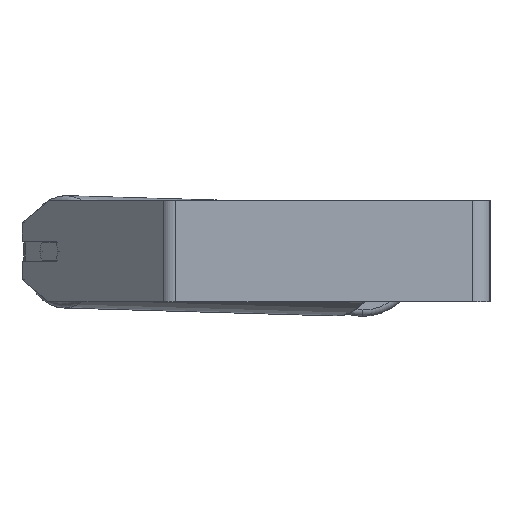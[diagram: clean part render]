
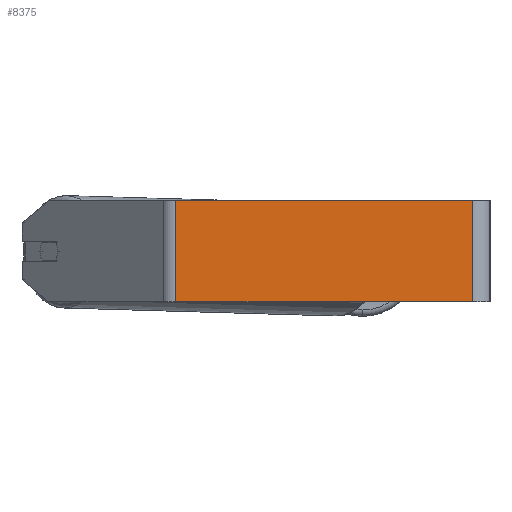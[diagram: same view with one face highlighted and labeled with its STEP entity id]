
A CAD part, left-side view. The second image highlights one B-rep face of the part: STEP entity #8375.
In plain terms, the highlighted planar face has unit normal (-1, 0, 0).
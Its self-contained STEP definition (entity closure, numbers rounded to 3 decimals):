
#751 = CARTESIAN_POINT ( 'NONE',  ( -525., 248.605, -40. ) ) ;
#1011 = AXIS2_PLACEMENT_3D ( 'NONE', #2361, #1700, #8532 ) ;
#1088 = FACE_OUTER_BOUND ( 'NONE', #1512, .T. ) ;
#1423 = CARTESIAN_POINT ( 'NONE',  ( -525., 254.404, 40. ) ) ;
#1512 = EDGE_LOOP ( 'NONE', ( #7126, #3392, #3044, #5921 ) ) ;
#1700 = DIRECTION ( 'NONE',  ( 1., 0., 0. ) ) ;
#2127 = EDGE_CURVE ( 'NONE', #6286, #2584, #5832, .T. ) ;
#2361 = CARTESIAN_POINT ( 'NONE',  ( -525., 254.404, 40. ) ) ;
#2365 = CARTESIAN_POINT ( 'NONE',  ( -525., 14., -40. ) ) ;
#2538 = VECTOR ( 'NONE', #4632, 1000. ) ;
#2584 = VERTEX_POINT ( 'NONE', #2365 ) ;
#3041 = VECTOR ( 'NONE', #5704, 1000. ) ;
#3044 = ORIENTED_EDGE ( 'NONE', *, *, #5900, .F. ) ;
#3162 = CARTESIAN_POINT ( 'NONE',  ( -525., 254.404, -40. ) ) ;
#3392 = ORIENTED_EDGE ( 'NONE', *, *, #2127, .F. ) ;
#3475 = VECTOR ( 'NONE', #7249, 1000. ) ;
#3727 = CARTESIAN_POINT ( 'NONE',  ( -525., 248.605, 40. ) ) ;
#4122 = DIRECTION ( 'NONE',  ( 0., -1., 0. ) ) ;
#4432 = EDGE_CURVE ( 'NONE', #5686, #4923, #7328, .T. ) ;
#4537 = CARTESIAN_POINT ( 'NONE',  ( -525., 248.605, 40. ) ) ;
#4632 = DIRECTION ( 'NONE',  ( 0., -1., 0. ) ) ;
#4923 = VERTEX_POINT ( 'NONE', #751 ) ;
#5115 = PLANE ( 'NONE',  #1011 ) ;
#5686 = VERTEX_POINT ( 'NONE', #3727 ) ;
#5704 = DIRECTION ( 'NONE',  ( 0., 0., -1. ) ) ;
#5792 = CARTESIAN_POINT ( 'NONE',  ( -525., 14., 40. ) ) ;
#5832 = LINE ( 'NONE', #5792, #3041 ) ;
#5900 = EDGE_CURVE ( 'NONE', #5686, #6286, #7450, .T. ) ;
#5921 = ORIENTED_EDGE ( 'NONE', *, *, #4432, .T. ) ;
#5995 = LINE ( 'NONE', #3162, #2538 ) ;
#6286 = VERTEX_POINT ( 'NONE', #7656 ) ;
#7031 = EDGE_CURVE ( 'NONE', #4923, #2584, #5995, .T. ) ;
#7046 = VECTOR ( 'NONE', #4122, 1000. ) ;
#7126 = ORIENTED_EDGE ( 'NONE', *, *, #7031, .T. ) ;
#7249 = DIRECTION ( 'NONE',  ( 0., 0., -1. ) ) ;
#7328 = LINE ( 'NONE', #4537, #3475 ) ;
#7450 = LINE ( 'NONE', #1423, #7046 ) ;
#7656 = CARTESIAN_POINT ( 'NONE',  ( -525., 14., 40. ) ) ;
#8375 = ADVANCED_FACE ( 'NONE', ( #1088 ), #5115, .F. ) ;
#8532 = DIRECTION ( 'NONE',  ( 0., 0., -1. ) ) ;
